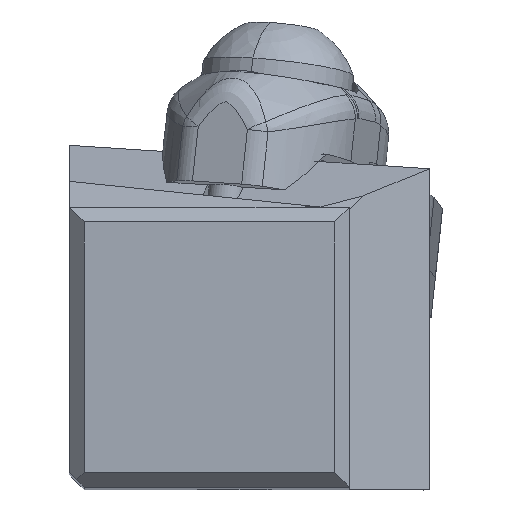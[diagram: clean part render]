
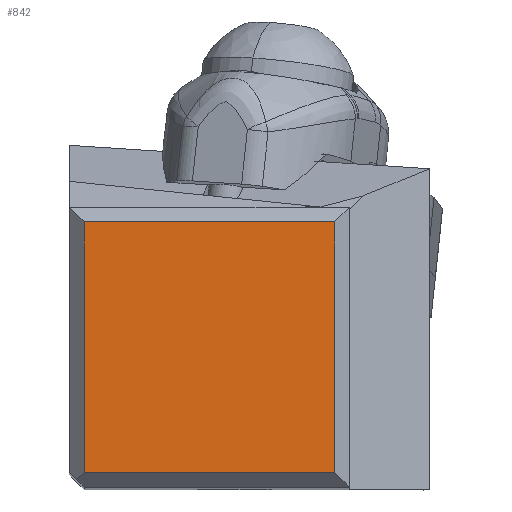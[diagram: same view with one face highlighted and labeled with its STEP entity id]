
A CAD part, top view. The second image highlights one B-rep face of the part: STEP entity #842.
In plain terms, the highlighted planar face has unit normal (0, 0, 1).
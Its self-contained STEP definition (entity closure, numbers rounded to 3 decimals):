
#559=FACE_OUTER_BOUND('',#1255,.T.);
#842=ADVANCED_FACE('',(#559),#1089,.T.);
#1089=PLANE('',#5681);
#1255=EDGE_LOOP('',(#2041,#2042,#2043,#2044));
#2041=ORIENTED_EDGE('',*,*,#3914,.F.);
#2042=ORIENTED_EDGE('',*,*,#3918,.T.);
#2043=ORIENTED_EDGE('',*,*,#3670,.F.);
#2044=ORIENTED_EDGE('',*,*,#3917,.F.);
#3123=VERTEX_POINT('',#7605);
#3124=VERTEX_POINT('',#7607);
#3283=VERTEX_POINT('',#8137);
#3284=VERTEX_POINT('',#8139);
#3670=EDGE_CURVE('',#3123,#3124,#4828,.T.);
#3914=EDGE_CURVE('',#3283,#3284,#4968,.T.);
#3917=EDGE_CURVE('',#3284,#3123,#4971,.T.);
#3918=EDGE_CURVE('',#3283,#3124,#4972,.T.);
#4828=LINE('',#7606,#5129);
#4968=LINE('',#8138,#5269);
#4971=LINE('',#8143,#5272);
#4972=LINE('',#8145,#5273);
#5129=VECTOR('',#6177,1.);
#5269=VECTOR('',#6661,1.);
#5272=VECTOR('',#6666,1.);
#5273=VECTOR('',#6669,1.);
#5681=AXIS2_PLACEMENT_3D('',#8146,#6670,#6671);
#6177=DIRECTION('',(-1.,0.,0.));
#6661=DIRECTION('',(1.,0.,0.));
#6666=DIRECTION('',(0.,-1.,0.));
#6669=DIRECTION('',(0.,-1.,0.));
#6670=DIRECTION('',(0.,0.,1.));
#6671=DIRECTION('',(1.,0.,0.));
#7605=CARTESIAN_POINT('',(18.05,1.,0.));
#7606=CARTESIAN_POINT('',(18.05,1.,0.));
#7607=CARTESIAN_POINT('',(1.,1.,0.));
#8137=CARTESIAN_POINT('',(1.,18.05,0.));
#8138=CARTESIAN_POINT('',(1.,18.05,0.));
#8139=CARTESIAN_POINT('',(18.05,18.05,0.));
#8143=CARTESIAN_POINT('',(18.05,18.05,0.));
#8145=CARTESIAN_POINT('',(1.,18.05,0.));
#8146=CARTESIAN_POINT('',(9.525,9.525,0.));
